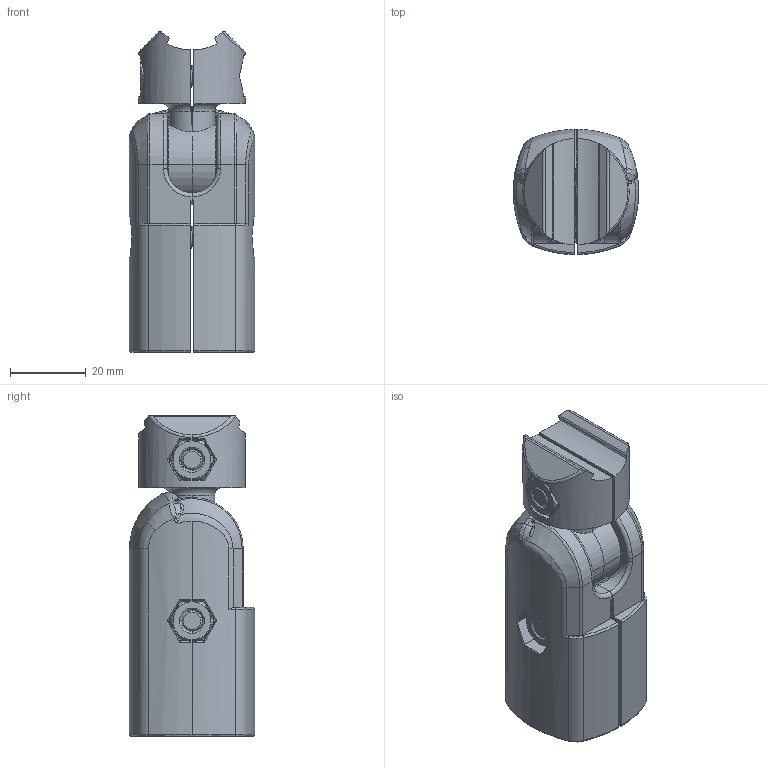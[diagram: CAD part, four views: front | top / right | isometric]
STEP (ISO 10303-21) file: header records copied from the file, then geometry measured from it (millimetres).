
FILE_DESCRIPTION (( 'STEP AP214' ), '1' );
FILE_NAME ('B397 Øàðíèðíûé ñîåäèíèòåëü òðóáíûõ ïðîôèëåé ïîä óãëîì 90ãð.STEP', '2024-01-26T14:54:24', ( '' ), ( '' ), 'SwSTEP 2.0', 'SolidWorks 2022', '' );
FILE_SCHEMA (( 'AUTOMOTIVE_DESIGN' ));
Length unit declared in the file: millimetre
Products named in the file (1): B397 Шарнирный соединитель трубных профилей под углом 90гр
Bounding box: 33 x 33 x 84.6 mm (x, y, z)
Volume: 44848.1 mm3; surface area: 24893 mm2
Topology: 8 solids, 8 shells, 745 faces, 1975 edges, 1270 vertices
Faces by surface type: cylinder 232, plane 214, bspline 181, cone 72, torus 36, sphere 10
Entity records: 50016 total; most frequent: CARTESIAN_POINT 25306, ORIENTED_EDGE 3950, DIRECTION 2654, EDGE_CURVE 1975, VERTEX_POINT 1270, AXIS2_PLACEMENT_3D 975, B_SPLINE_CURVE_WITH_KNOTS 831, EDGE_LOOP 781
